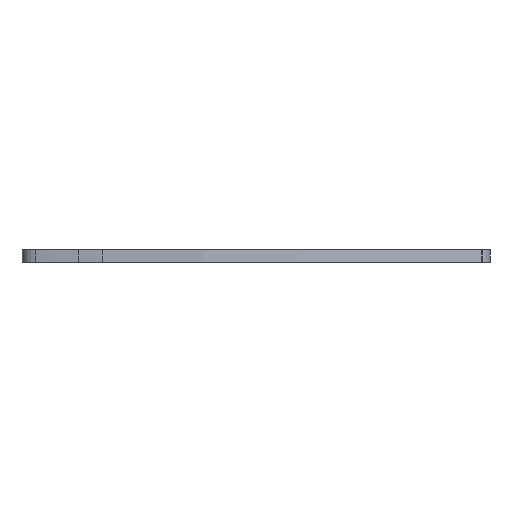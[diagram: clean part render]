
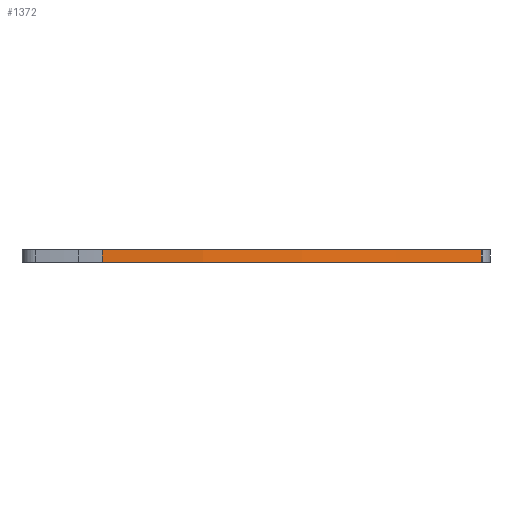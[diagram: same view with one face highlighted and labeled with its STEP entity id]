
A CAD part, front view. The second image highlights one B-rep face of the part: STEP entity #1372.
In plain terms, the highlighted cylindrical face has radius 187.992 mm (diameter 375.985 mm), a partial arc.
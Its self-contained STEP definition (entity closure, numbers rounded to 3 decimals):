
#148=CIRCLE('',#1480,187.992);
#184=CIRCLE('',#1520,187.992);
#261=CYLINDRICAL_SURFACE('',#1519,187.992);
#320=FACE_OUTER_BOUND('',#411,.T.);
#411=EDGE_LOOP('',(#1130,#1131,#1132,#1133));
#528=LINE('',#2313,#619);
#529=LINE('',#2317,#620);
#619=VECTOR('',#1848,10.);
#620=VECTOR('',#1853,10.);
#705=VERTEX_POINT('',#2228);
#706=VERTEX_POINT('',#2230);
#744=VERTEX_POINT('',#2312);
#745=VERTEX_POINT('',#2316);
#851=EDGE_CURVE('',#705,#706,#148,.T.);
#892=EDGE_CURVE('',#744,#706,#528,.T.);
#894=EDGE_CURVE('',#745,#705,#529,.T.);
#895=EDGE_CURVE('',#744,#745,#184,.T.);
#1130=ORIENTED_EDGE('',*,*,#851,.F.);
#1131=ORIENTED_EDGE('',*,*,#894,.F.);
#1132=ORIENTED_EDGE('',*,*,#895,.F.);
#1133=ORIENTED_EDGE('',*,*,#892,.T.);
#1372=ADVANCED_FACE('',(#320),#261,.T.);
#1480=AXIS2_PLACEMENT_3D('',#2231,#1766,#1767);
#1519=AXIS2_PLACEMENT_3D('',#2315,#1851,#1852);
#1520=AXIS2_PLACEMENT_3D('',#2318,#1854,#1855);
#1766=DIRECTION('center_axis',(0.,0.,-1.));
#1767=DIRECTION('ref_axis',(-0.043,-0.999,0.));
#1848=DIRECTION('',(0.,0.,-1.));
#1851=DIRECTION('center_axis',(0.,0.,-1.));
#1852=DIRECTION('ref_axis',(-0.043,-0.999,0.));
#1853=DIRECTION('',(0.,0.,-1.));
#1854=DIRECTION('center_axis',(0.,0.,1.));
#1855=DIRECTION('ref_axis',(-0.043,-0.999,0.));
#2228=CARTESIAN_POINT('',(147.169,58.144,0.));
#2230=CARTESIAN_POINT('',(25.765,20.264,0.));
#2231=CARTESIAN_POINT('Origin',(33.773,208.086,0.));
#2312=CARTESIAN_POINT('',(25.765,20.264,4.));
#2313=CARTESIAN_POINT('',(25.765,20.264,4.));
#2315=CARTESIAN_POINT('Origin',(33.773,208.086,4.));
#2316=CARTESIAN_POINT('',(147.169,58.144,4.));
#2317=CARTESIAN_POINT('',(147.169,58.144,4.));
#2318=CARTESIAN_POINT('Origin',(33.773,208.086,4.));
